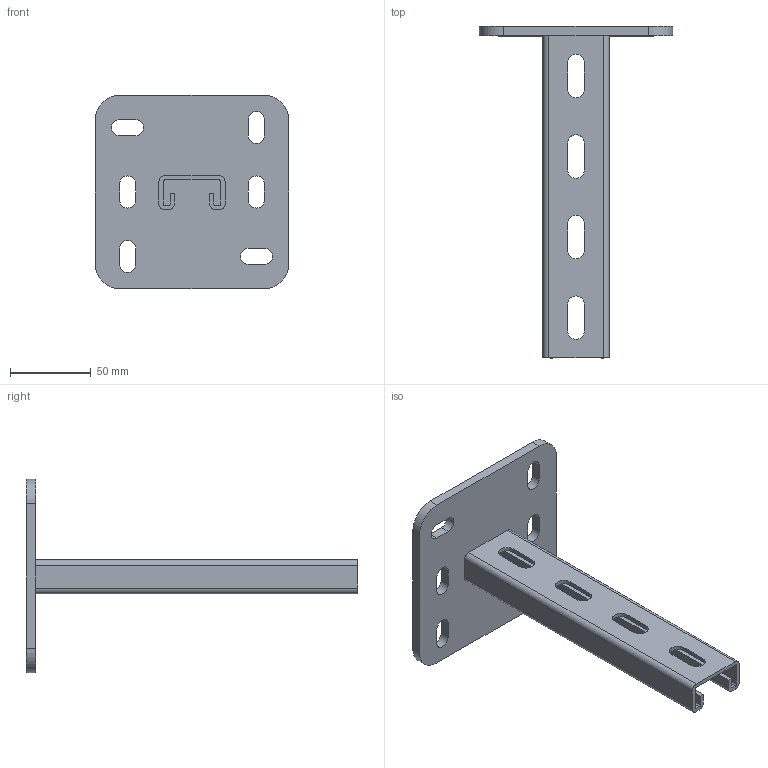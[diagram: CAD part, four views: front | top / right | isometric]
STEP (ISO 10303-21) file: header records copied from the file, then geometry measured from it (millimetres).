
FILE_DESCRIPTION (( 'STEP AP203' ), '1' );
FILE_NAME ('Ïîäâåñ BSP-21_BSP2102.STEP', '2012-11-16T09:00:11', ( 'Àñååâ' ), ( '' ), 'SwSTEP 2.0', 'SolidWorks 2012', '' );
FILE_SCHEMA (( 'CONFIG_CONTROL_DESIGN' ));
Length unit declared in the file: millimetre
Products named in the file (1): 砐鳱殥 BSP-21_BSP2102
Bounding box: 120 x 206 x 120 mm (x, y, z)
Volume: 126818.2 mm3; surface area: 70911.1 mm2
Topology: 1 solids, 1 shells, 79 faces, 228 edges, 152 vertices
Faces by surface type: plane 43, cylinder 36
Entity records: 2731 total; most frequent: DIRECTION 460, CARTESIAN_POINT 460, ORIENTED_EDGE 456, EDGE_CURVE 228, VECTOR 156, LINE 156, VERTEX_POINT 152, AXIS2_PLACEMENT_3D 152
